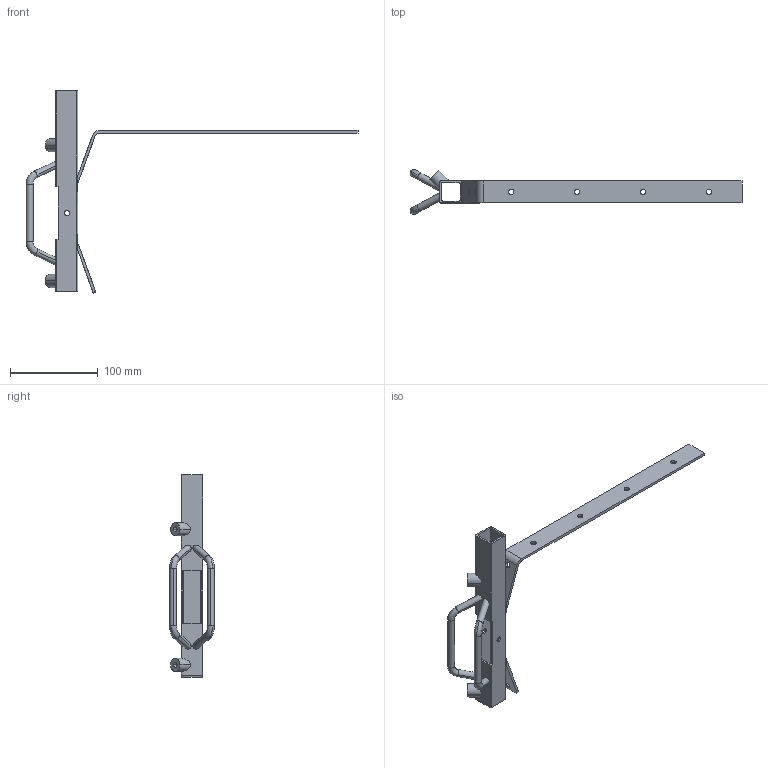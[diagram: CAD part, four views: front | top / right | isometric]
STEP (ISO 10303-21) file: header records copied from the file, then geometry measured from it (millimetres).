
FILE_DESCRIPTION (( 'STEP AP203' ), '1' );
FILE_NAME ('tube carre.STEP', '2020-12-03T10:15:11', ( '' ), ( '' ), 'SwSTEP 2.0', 'SolidWorks 2019', '' );
FILE_SCHEMA (( 'CONFIG_CONTROL_DESIGN' ));
Length unit declared in the file: millimetre
Products named in the file (1): tube carre
Bounding box: 377.7 x 50.93 x 230.32 mm (x, y, z)
Volume: 87783.3 mm3; surface area: 70598.1 mm2
Topology: 1 solids, 1 shells, 123 faces, 363 edges, 234 vertices
Faces by surface type: cylinder 66, plane 37, bspline 12, torus 8
Entity records: 4805 total; most frequent: CARTESIAN_POINT 1539, ORIENTED_EDGE 718, DIRECTION 638, EDGE_CURVE 359, AXIS2_PLACEMENT_3D 241, VERTEX_POINT 234, VECTOR 156, LINE 156
